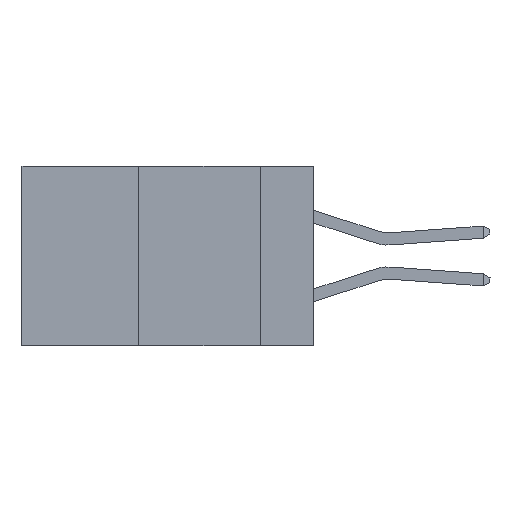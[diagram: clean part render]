
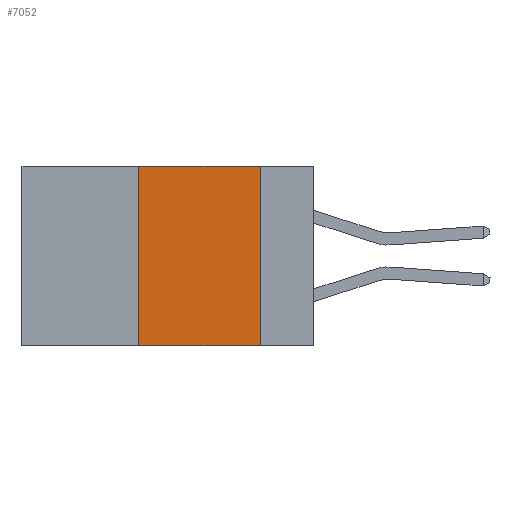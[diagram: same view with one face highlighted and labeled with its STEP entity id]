
A CAD part, left-side view. The second image highlights one B-rep face of the part: STEP entity #7052.
In plain terms, the highlighted planar face has unit normal (-1, 0, 0).
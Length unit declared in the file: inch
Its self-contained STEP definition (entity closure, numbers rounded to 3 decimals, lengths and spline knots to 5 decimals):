
#225 = DIRECTION ( 'NONE',  ( 0., -1., 0. ) ) ;
#1527 = CARTESIAN_POINT ( 'NONE',  ( 0., 0.11, -0.37 ) ) ;
#1662 = CARTESIAN_POINT ( 'NONE',  ( 0., 0.11, 0. ) ) ;
#2275 = ORIENTED_EDGE ( 'NONE', *, *, #11540, .F. ) ;
#2277 = VERTEX_POINT ( 'NONE', #10613 ) ;
#3712 = CARTESIAN_POINT ( 'NONE',  ( 0., 0.11, 0. ) ) ;
#3912 = AXIS2_PLACEMENT_3D ( 'NONE', #7459, #6017, #19045 ) ;
#4894 = DIRECTION ( 'NONE',  ( 0., 0., 1. ) ) ;
#5173 = EDGE_CURVE ( 'NONE', #2277, #22785, #14261, .T. ) ;
#5587 = CARTESIAN_POINT ( 'NONE',  ( 0., 0.6, -0.37 ) ) ;
#6017 = DIRECTION ( 'NONE',  ( 1., 0., 0. ) ) ;
#7052 = ADVANCED_FACE ( 'NONE', ( #9636 ), #21669, .F. ) ;
#7218 = ORIENTED_EDGE ( 'NONE', *, *, #21637, .F. ) ;
#7459 = CARTESIAN_POINT ( 'NONE',  ( 0., 0.6, 0. ) ) ;
#7940 = VERTEX_POINT ( 'NONE', #21173 ) ;
#8407 = EDGE_CURVE ( 'NONE', #11010, #22785, #23448, .T. ) ;
#9010 = ORIENTED_EDGE ( 'NONE', *, *, #8407, .F. ) ;
#9636 = FACE_OUTER_BOUND ( 'NONE', #17229, .T. ) ;
#10538 = VECTOR ( 'NONE', #225, 39.37008 ) ;
#10613 = CARTESIAN_POINT ( 'NONE',  ( 0., 0.36, -0.37 ) ) ;
#11010 = VERTEX_POINT ( 'NONE', #1662 ) ;
#11540 = EDGE_CURVE ( 'NONE', #7940, #11010, #18000, .T. ) ;
#12130 = LINE ( 'NONE', #13828, #21099 ) ;
#13828 = CARTESIAN_POINT ( 'NONE',  ( 0., 0.36, 0. ) ) ;
#14261 = LINE ( 'NONE', #5587, #10538 ) ;
#17229 = EDGE_LOOP ( 'NONE', ( #9010, #2275, #7218, #17518 ) ) ;
#17518 = ORIENTED_EDGE ( 'NONE', *, *, #5173, .T. ) ;
#18000 = LINE ( 'NONE', #21924, #22415 ) ;
#18150 = DIRECTION ( 'NONE',  ( 0., -1., 0. ) ) ;
#19045 = DIRECTION ( 'NONE',  ( 0., 0., -1. ) ) ;
#19049 = DIRECTION ( 'NONE',  ( 0., 0., -1. ) ) ;
#21099 = VECTOR ( 'NONE', #4894, 39.37008 ) ;
#21173 = CARTESIAN_POINT ( 'NONE',  ( 0., 0.36, 0. ) ) ;
#21435 = VECTOR ( 'NONE', #19049, 39.37008 ) ;
#21637 = EDGE_CURVE ( 'NONE', #2277, #7940, #12130, .T. ) ;
#21669 = PLANE ( 'NONE',  #3912 ) ;
#21924 = CARTESIAN_POINT ( 'NONE',  ( 0., 0.6, 0. ) ) ;
#22415 = VECTOR ( 'NONE', #18150, 39.37008 ) ;
#22785 = VERTEX_POINT ( 'NONE', #1527 ) ;
#23448 = LINE ( 'NONE', #3712, #21435 ) ;
